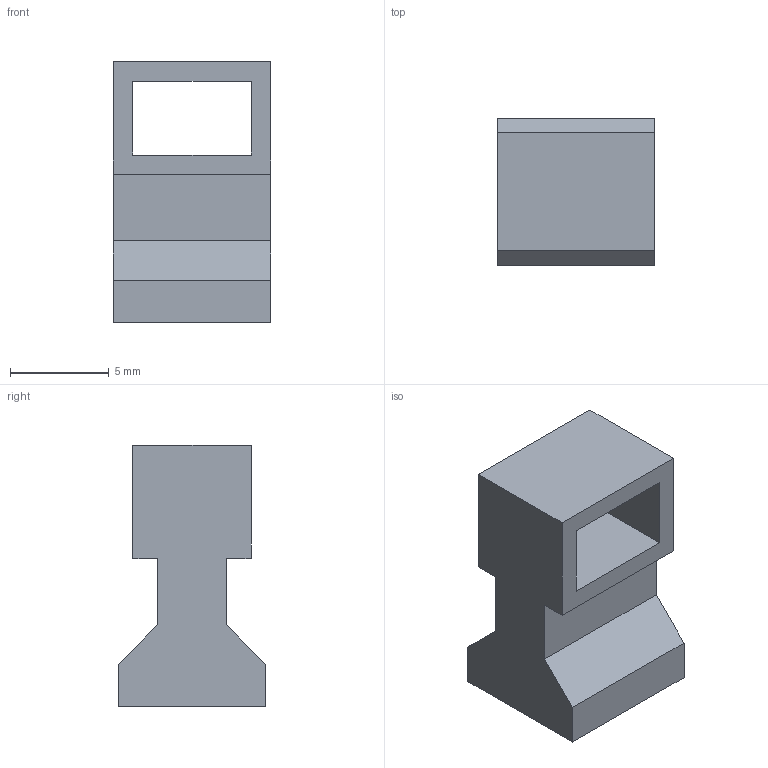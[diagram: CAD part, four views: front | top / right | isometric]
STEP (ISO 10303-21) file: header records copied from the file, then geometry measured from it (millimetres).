
FILE_DESCRIPTION(/* description */ ('STEP AP214'),/* implementation_level */ '2;1');
FILE_NAME(/* name */ '601b36d0061f24149dbcadfa',/* time_stamp */ '2021-02-03T23:50:40+00:00',/* author */ (''),/* organization */ (''),/* preprocessor_version */ 'ST-DEVELOPER v18.1',/* originating_system */ ' ',/* authorisation */ ' ');
FILE_SCHEMA (('AUTOMOTIVE_DESIGN {1 0 10303 214 3 1 1}'));
Length unit declared in the file: metre
Products named in the file (1): Slider
Bounding box: 8 x 7.5 x 13.25 mm (x, y, z)
Volume: 451.7 mm3; surface area: 571.9 mm2
Topology: 1 solids, 1 shells, 18 faces, 50 edges, 34 vertices
Faces by surface type: plane 18
Entity records: 604 total; most frequent: CARTESIAN_POINT 103, ORIENTED_EDGE 100, DIRECTION 88, EDGE_CURVE 50, LINE 50, VECTOR 50, VERTEX_POINT 34, EDGE_LOOP 20
